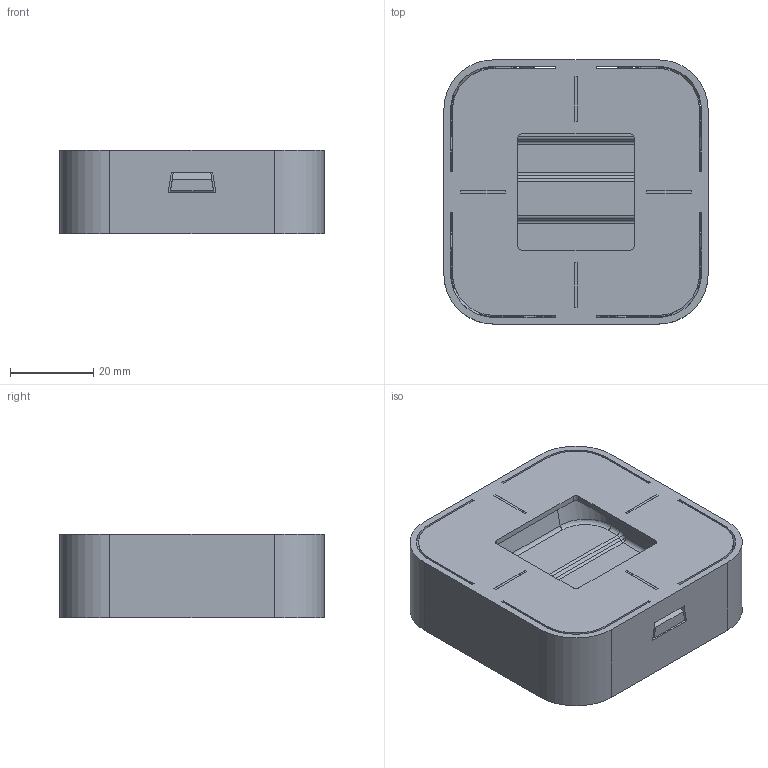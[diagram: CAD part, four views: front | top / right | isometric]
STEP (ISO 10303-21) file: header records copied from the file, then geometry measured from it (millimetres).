
FILE_DESCRIPTION(/* description */ ('STEP AP242','CAx-IF Rec.Pracs.---Representation and Presentation of Product Manufacturing Information (PMI)---4.0---2014-10-13','CAx-IF Rec.Pracs.---3D Tessellated Geometry---0.4---2014-09-14','2;1'),/* implementation_level */ '2;1');
FILE_NAME(/* name */ '64aab674d68a1263fd1ce38c',/* time_stamp */ '2023-07-09T13:30:30Z',/* author */ (''),/* organization */ (''),/* preprocessor_version */ 'ST-DEVELOPER v19.4',/* originating_system */ ' ',/* authorisation */ ' ');
FILE_SCHEMA (('AP242_MANAGED_MODEL_BASED_3D_ENGINEERING_MIM_LF { 1 0 10303 442 1 1 4 }'));
Length unit declared in the file: metre
Products named in the file (6): HB mini case back; HB mini case front; Part 2; Part 3; Part 4; Part 5
Bounding box: 63.6 x 63.6 x 20 mm (x, y, z)
Volume: 19861.6 mm3; surface area: 28109 mm2
Topology: 6 solids, 6 shells, 370 faces, 964 edges, 620 vertices
Faces by surface type: plane 257, cylinder 93, torus 10, sphere 8, bspline 2
Full cylindrical faces by diameter (mm): 2 x4
Entity records: 11367 total; most frequent: CARTESIAN_POINT 1986, DIRECTION 1912, ORIENTED_EDGE 1904, EDGE_CURVE 952, LINE 734, VECTOR 734, VERTEX_POINT 620, AXIS2_PLACEMENT_3D 589
